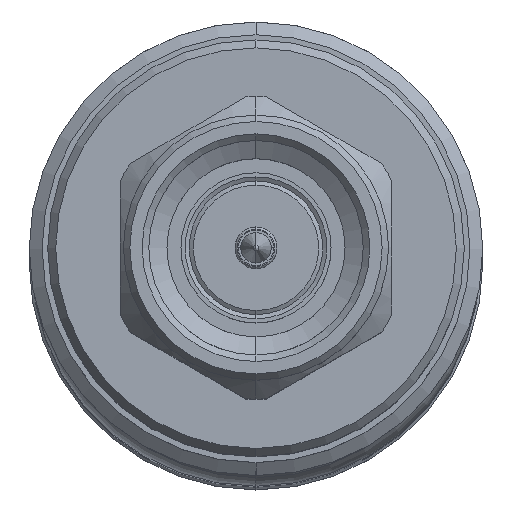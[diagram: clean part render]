
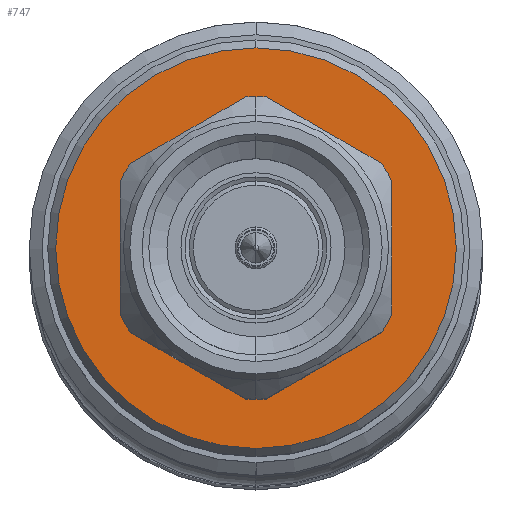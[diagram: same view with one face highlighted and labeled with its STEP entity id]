
A CAD part, top view. The second image highlights one B-rep face of the part: STEP entity #747.
In plain terms, the highlighted face is planar.
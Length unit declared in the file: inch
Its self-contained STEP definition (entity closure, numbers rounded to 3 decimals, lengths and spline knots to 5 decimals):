
#63 = DIRECTION ( 'NONE',  ( -1., 0., 0. ) ) ;
#297 = EDGE_LOOP ( 'NONE', ( #1178, #4807 ) ) ;
#298 = FACE_BOUND ( 'NONE', #3623, .T. ) ;
#516 = VERTEX_POINT ( 'NONE', #4444 ) ;
#747 = ADVANCED_FACE ( 'NONE', ( #298, #1526 ), #2308, .F. ) ;
#851 = ORIENTED_EDGE ( 'NONE', *, *, #3491, .F. ) ;
#918 = AXIS2_PLACEMENT_3D ( 'NONE', #1331, #2941, #927 ) ;
#927 = DIRECTION ( 'NONE',  ( 0., -1., 0. ) ) ;
#1127 = ORIENTED_EDGE ( 'NONE', *, *, #4181, .F. ) ;
#1164 = CARTESIAN_POINT ( 'NONE',  ( 0.34866, 0., 0. ) ) ;
#1178 = ORIENTED_EDGE ( 'NONE', *, *, #2143, .T. ) ;
#1292 = VERTEX_POINT ( 'NONE', #3559 ) ;
#1331 = CARTESIAN_POINT ( 'NONE',  ( 0.34866, 0., 0. ) ) ;
#1475 = DIRECTION ( 'NONE',  ( 1., 0., 0. ) ) ;
#1507 = AXIS2_PLACEMENT_3D ( 'NONE', #2542, #1765, #2933 ) ;
#1526 = FACE_OUTER_BOUND ( 'NONE', #297, .T. ) ;
#1557 = CIRCLE ( 'NONE', #3877, 0.239 ) ;
#1612 = CARTESIAN_POINT ( 'NONE',  ( 0.34866, 0., 0. ) ) ;
#1765 = DIRECTION ( 'NONE',  ( -1., 0., 0. ) ) ;
#1828 = CIRCLE ( 'NONE', #918, 0.12928 ) ;
#1941 = DIRECTION ( 'NONE',  ( 0., -1., 0. ) ) ;
#2143 = EDGE_CURVE ( 'NONE', #1292, #5100, #1557, .T. ) ;
#2285 = DIRECTION ( 'NONE',  ( 0., 1., 0. ) ) ;
#2308 = PLANE ( 'NONE',  #4629 ) ;
#2542 = CARTESIAN_POINT ( 'NONE',  ( 0.34866, 0., 0. ) ) ;
#2933 = DIRECTION ( 'NONE',  ( 0., -1., 0. ) ) ;
#2941 = DIRECTION ( 'NONE',  ( -1., 0., 0. ) ) ;
#3166 = CIRCLE ( 'NONE', #1507, 0.239 ) ;
#3183 = CARTESIAN_POINT ( 'NONE',  ( 0.34866, -0.12928, 0. ) ) ;
#3491 = EDGE_CURVE ( 'NONE', #4663, #516, #1828, .T. ) ;
#3559 = CARTESIAN_POINT ( 'NONE',  ( 0.34866, 0.239, 0. ) ) ;
#3623 = EDGE_LOOP ( 'NONE', ( #851, #1127 ) ) ;
#3646 = CIRCLE ( 'NONE', #3825, 0.12928 ) ;
#3825 = AXIS2_PLACEMENT_3D ( 'NONE', #1612, #63, #3995 ) ;
#3877 = AXIS2_PLACEMENT_3D ( 'NONE', #1164, #3885, #1941 ) ;
#3885 = DIRECTION ( 'NONE',  ( -1., 0., 0. ) ) ;
#3995 = DIRECTION ( 'NONE',  ( 0., -1., 0. ) ) ;
#4181 = EDGE_CURVE ( 'NONE', #516, #4663, #3646, .T. ) ;
#4254 = CARTESIAN_POINT ( 'NONE',  ( 0.34866, -0.239, 0. ) ) ;
#4331 = EDGE_CURVE ( 'NONE', #5100, #1292, #3166, .T. ) ;
#4444 = CARTESIAN_POINT ( 'NONE',  ( 0.34866, 0.12928, 0. ) ) ;
#4629 = AXIS2_PLACEMENT_3D ( 'NONE', #5048, #1475, #2285 ) ;
#4663 = VERTEX_POINT ( 'NONE', #3183 ) ;
#4807 = ORIENTED_EDGE ( 'NONE', *, *, #4331, .T. ) ;
#5048 = CARTESIAN_POINT ( 'NONE',  ( 0.34866, 0.12928, 0. ) ) ;
#5100 = VERTEX_POINT ( 'NONE', #4254 ) ;
